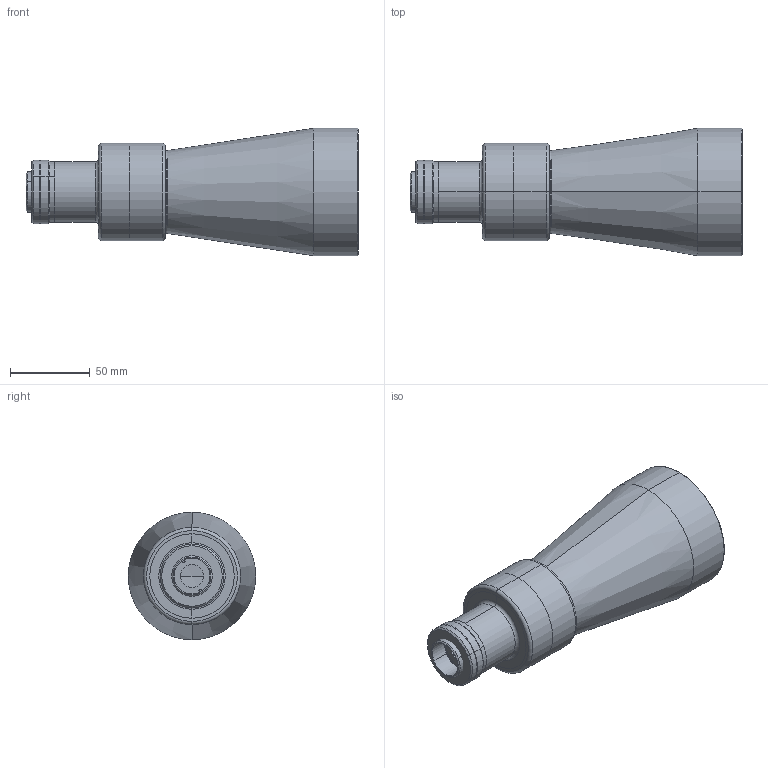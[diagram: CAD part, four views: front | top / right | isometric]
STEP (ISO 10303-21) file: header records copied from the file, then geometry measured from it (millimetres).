
FILE_DESCRIPTION (( 'STEP AP214' ), '1' );
FILE_NAME ('TC12056.STEP', '2011-01-13T11:01:12', ( '--' ), ( '' ), 'SwSTEP 2.0', 'SolidWorks 2010', '' );
FILE_SCHEMA (( 'AUTOMOTIVE_DESIGN' ));
Length unit declared in the file: millimetre
Products named in the file (1): TC12056
Bounding box: 208.4 x 80 x 80 mm (x, y, z)
Surface area: 61391.2 mm2 (no closed solid volume)
Topology: 0 solids, 11 shells, 90 faces, 242 edges, 168 vertices
Faces by surface type: cylinder 38, plane 23, cone 15, torus 12, sphere 2
Entity records: 3938 total; most frequent: DIRECTION 591, CARTESIAN_POINT 513, ORIENTED_EDGE 408, AXIS2_PLACEMENT_3D 262, EDGE_CURVE 242, CIRCLE 171, VERTEX_POINT 168, EDGE_LOOP 119
